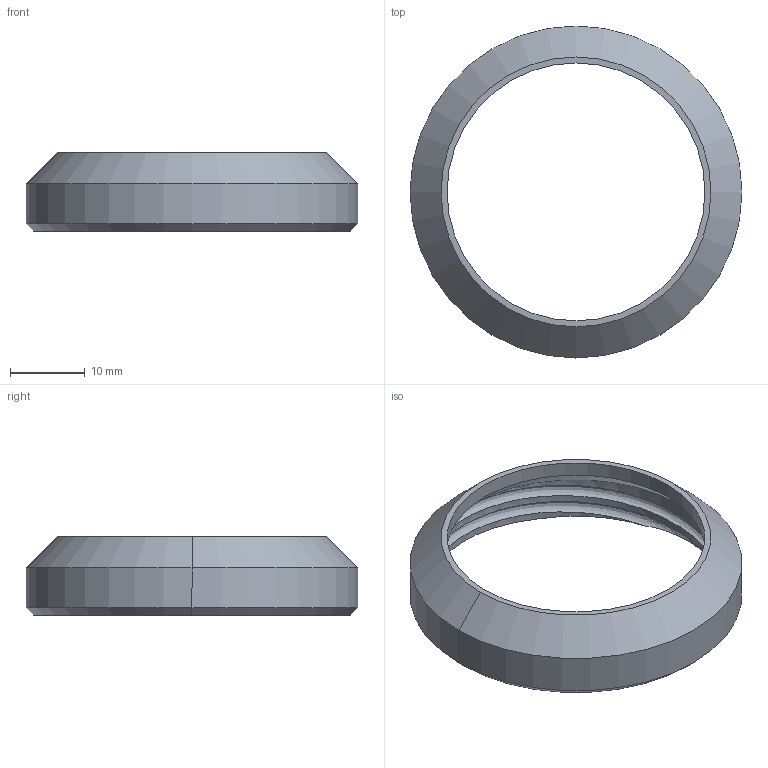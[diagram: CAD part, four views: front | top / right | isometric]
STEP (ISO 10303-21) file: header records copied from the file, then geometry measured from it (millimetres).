
FILE_DESCRIPTION (( 'STEP AP214' ), '1' );
FILE_NAME ('Joint_Handle.STEP', '2024-07-08T07:32:42', ( '' ), ( '' ), 'SwSTEP 2.0', 'SolidWorks 2022', '' );
FILE_SCHEMA (( 'AUTOMOTIVE_DESIGN' ));
Length unit declared in the file: millimetre
Products named in the file (1): Joint_Handle
Bounding box: 44.4 x 44.4 x 10.45 mm (x, y, z)
Volume: 2868.5 mm3; surface area: 3539.7 mm2
Topology: 1 solids, 1 shells, 31 faces, 87 edges, 55 vertices
Faces by surface type: cylinder 11, sphere 6, bspline 6, cone 6, plane 2
Entity records: 2284 total; most frequent: CARTESIAN_POINT 1584, ORIENTED_EDGE 156, DIRECTION 124, EDGE_CURVE 78, AXIS2_PLACEMENT_3D 55, VERTEX_POINT 49, EDGE_LOOP 33, ADVANCED_FACE 31
